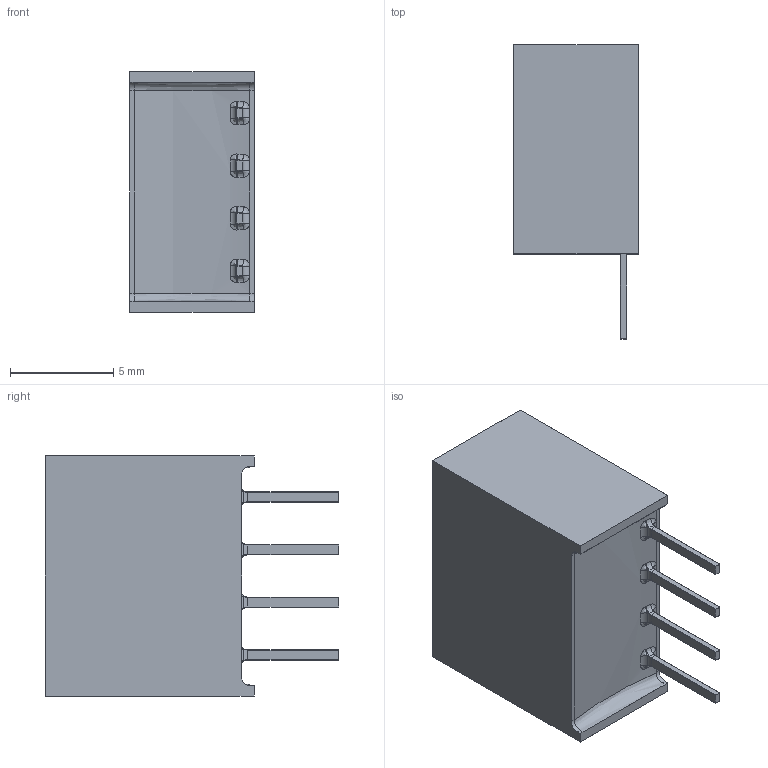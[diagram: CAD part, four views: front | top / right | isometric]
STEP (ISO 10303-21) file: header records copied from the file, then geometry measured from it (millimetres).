
FILE_DESCRIPTION(/* description */ (''),/* implementation_level */ '2;1');
FILE_NAME(/* name */ 'B1205S-1W.stp',/* time_stamp */ '2023-07-31T05:29:26+02:00',/* author */ ('JOSE LUIS'),/* organization */ (''),/* preprocessor_version */ 'ST-DEVELOPER v18',/* originating_system */ 'Autodesk Inventor 2020',/* authorisation */ '');
FILE_SCHEMA (('AUTOMOTIVE_DESIGN { 1 0 10303 214 3 1 1 }'));
Length unit declared in the file: millimetre
Products named in the file (1): B0303S-1W
Bounding box: 6 x 14.2 x 11.6 mm (x, y, z)
Volume: 660.5 mm3; surface area: 517.6 mm2
Topology: 1 solids, 1 shells, 246 faces, 680 edges, 455 vertices
Faces by surface type: cylinder 81, plane 73, bspline 60, cone 16, sphere 12, torus 4
Entity records: 10095 total; most frequent: CARTESIAN_POINT 3884, ORIENTED_EDGE 1342, DIRECTION 1043, EDGE_CURVE 671, VERTEX_POINT 455, AXIS2_PLACEMENT_3D 373, LINE 297, VECTOR 297
